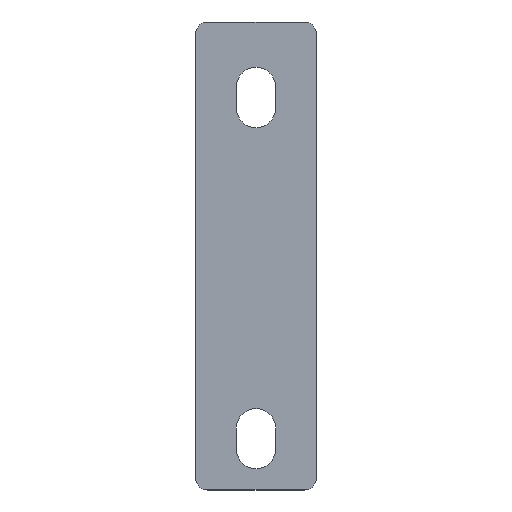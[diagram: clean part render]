
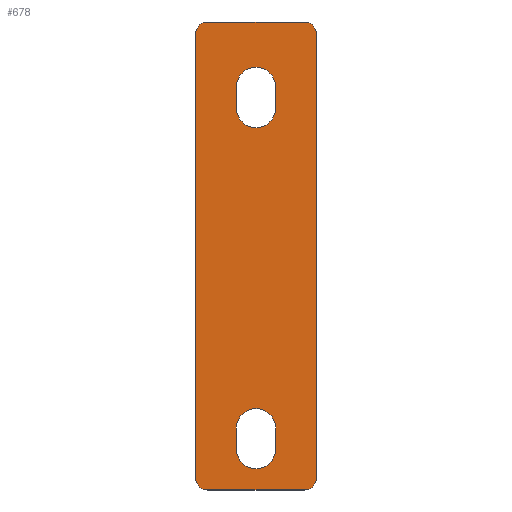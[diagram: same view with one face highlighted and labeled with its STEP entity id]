
A CAD part, top view. The second image highlights one B-rep face of the part: STEP entity #678.
In plain terms, the highlighted planar face has unit normal (0, 0, 1).
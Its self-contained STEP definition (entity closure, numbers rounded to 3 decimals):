
#319=CARTESIAN_POINT('',(16.,73.5,2.5));
#320=DIRECTION('',(0.,0.,1.));
#321=DIRECTION('',(1.,0.,0.));
#322=AXIS2_PLACEMENT_3D('',#319,#320,#321);
#324=DIRECTION('',(0.,1.,0.));
#325=VECTOR('',#324,147.);
#326=CARTESIAN_POINT('',(20.,-73.5,2.5));
#327=LINE('',#326,#325);
#328=CARTESIAN_POINT('',(16.,-73.5,2.5));
#329=DIRECTION('',(0.,0.,1.));
#330=DIRECTION('',(0.,-1.,0.));
#331=AXIS2_PLACEMENT_3D('',#328,#329,#330);
#333=DIRECTION('',(1.,0.,0.));
#334=VECTOR('',#333,32.);
#335=CARTESIAN_POINT('',(-16.,-77.5,2.5));
#336=LINE('',#335,#334);
#337=CARTESIAN_POINT('',(-16.,-73.5,2.5));
#338=DIRECTION('',(0.,0.,1.));
#339=DIRECTION('',(-1.,0.,0.));
#340=AXIS2_PLACEMENT_3D('',#337,#338,#339);
#342=DIRECTION('',(0.,-1.,0.));
#343=VECTOR('',#342,147.);
#344=CARTESIAN_POINT('',(-20.,73.5,2.5));
#345=LINE('',#344,#343);
#346=CARTESIAN_POINT('',(-16.,73.5,2.5));
#347=DIRECTION('',(0.,0.,1.));
#348=DIRECTION('',(0.,1.,0.));
#349=AXIS2_PLACEMENT_3D('',#346,#347,#348);
#351=DIRECTION('',(-1.,0.,0.));
#352=VECTOR('',#351,32.);
#353=CARTESIAN_POINT('',(16.,77.5,2.5));
#354=LINE('',#353,#352);
#355=CARTESIAN_POINT('',(0.,56.,2.5));
#356=DIRECTION('',(0.,0.,1.));
#357=DIRECTION('',(1.,0.,0.));
#358=AXIS2_PLACEMENT_3D('',#355,#356,#357);
#360=DIRECTION('',(0.,-1.,0.));
#361=VECTOR('',#360,7.);
#362=CARTESIAN_POINT('',(-6.5,56.,2.5));
#363=LINE('',#362,#361);
#364=CARTESIAN_POINT('',(0.,49.,2.5));
#365=DIRECTION('',(0.,0.,1.));
#366=DIRECTION('',(-1.,0.,0.));
#367=AXIS2_PLACEMENT_3D('',#364,#365,#366);
#369=DIRECTION('',(0.,1.,0.));
#370=VECTOR('',#369,7.);
#371=CARTESIAN_POINT('',(6.5,49.,2.5));
#372=LINE('',#371,#370);
#373=CARTESIAN_POINT('',(0.,-57.,2.5));
#374=DIRECTION('',(0.,0.,1.));
#375=DIRECTION('',(1.,0.,0.));
#376=AXIS2_PLACEMENT_3D('',#373,#374,#375);
#378=DIRECTION('',(0.,-1.,0.));
#379=VECTOR('',#378,7.);
#380=CARTESIAN_POINT('',(-6.5,-57.,2.5));
#381=LINE('',#380,#379);
#382=CARTESIAN_POINT('',(0.,-64.,2.5));
#383=DIRECTION('',(0.,0.,1.));
#384=DIRECTION('',(-1.,0.,0.));
#385=AXIS2_PLACEMENT_3D('',#382,#383,#384);
#387=DIRECTION('',(0.,1.,0.));
#388=VECTOR('',#387,7.);
#389=CARTESIAN_POINT('',(6.5,-64.,2.5));
#390=LINE('',#389,#388);
#427=CARTESIAN_POINT('',(20.,73.5,2.5));
#428=VERTEX_POINT('',#427);
#429=CARTESIAN_POINT('',(16.,77.5,2.5));
#430=VERTEX_POINT('',#429);
#435=CARTESIAN_POINT('',(-16.,77.5,2.5));
#436=VERTEX_POINT('',#435);
#437=CARTESIAN_POINT('',(-20.,73.5,2.5));
#438=VERTEX_POINT('',#437);
#443=CARTESIAN_POINT('',(16.,-77.5,2.5));
#444=VERTEX_POINT('',#443);
#445=CARTESIAN_POINT('',(20.,-73.5,2.5));
#446=VERTEX_POINT('',#445);
#451=CARTESIAN_POINT('',(-20.,-73.5,2.5));
#452=VERTEX_POINT('',#451);
#453=CARTESIAN_POINT('',(-16.,-77.5,2.5));
#454=VERTEX_POINT('',#453);
#471=CARTESIAN_POINT('',(6.5,56.,2.5));
#472=CARTESIAN_POINT('',(-6.5,56.,2.5));
#473=VERTEX_POINT('',#471);
#474=VERTEX_POINT('',#472);
#475=CARTESIAN_POINT('',(-6.5,49.,2.5));
#476=VERTEX_POINT('',#475);
#477=CARTESIAN_POINT('',(6.5,49.,2.5));
#478=VERTEX_POINT('',#477);
#479=CARTESIAN_POINT('',(6.5,-57.,2.5));
#480=CARTESIAN_POINT('',(-6.5,-57.,2.5));
#481=VERTEX_POINT('',#479);
#482=VERTEX_POINT('',#480);
#483=CARTESIAN_POINT('',(-6.5,-64.,2.5));
#484=VERTEX_POINT('',#483);
#485=CARTESIAN_POINT('',(6.5,-64.,2.5));
#486=VERTEX_POINT('',#485);
#643=CARTESIAN_POINT('',(0.,0.,2.5));
#644=DIRECTION('',(0.,0.,1.));
#645=DIRECTION('',(1.,0.,0.));
#646=AXIS2_PLACEMENT_3D('',#643,#644,#645);
#647=PLANE('',#646);
#648=ORIENTED_EDGE('',*,*,#539,.F.);
#649=ORIENTED_EDGE('',*,*,#555,.F.);
#650=ORIENTED_EDGE('',*,*,#568,.F.);
#651=ORIENTED_EDGE('',*,*,#583,.F.);
#652=ORIENTED_EDGE('',*,*,#596,.F.);
#653=ORIENTED_EDGE('',*,*,#609,.F.);
#654=ORIENTED_EDGE('',*,*,#624,.F.);
#655=ORIENTED_EDGE('',*,*,#636,.F.);
#656=EDGE_LOOP('',(#648,#649,#650,#651,#652,#653,#654,#655));
#657=FACE_OUTER_BOUND('',#656,.F.);
#659=ORIENTED_EDGE('',*,*,#658,.T.);
#661=ORIENTED_EDGE('',*,*,#660,.T.);
#663=ORIENTED_EDGE('',*,*,#662,.T.);
#665=ORIENTED_EDGE('',*,*,#664,.T.);
#666=EDGE_LOOP('',(#659,#661,#663,#665));
#667=FACE_BOUND('',#666,.F.);
#669=ORIENTED_EDGE('',*,*,#668,.T.);
#671=ORIENTED_EDGE('',*,*,#670,.T.);
#673=ORIENTED_EDGE('',*,*,#672,.T.);
#675=ORIENTED_EDGE('',*,*,#674,.T.);
#676=EDGE_LOOP('',(#669,#671,#673,#675));
#677=FACE_BOUND('',#676,.F.);
#678=ADVANCED_FACE('',(#657,#667,#677),#647,.T.);
#323=CIRCLE('',#322,4.);
#332=CIRCLE('',#331,4.);
#341=CIRCLE('',#340,4.);
#350=CIRCLE('',#349,4.);
#359=CIRCLE('',#358,6.5);
#368=CIRCLE('',#367,6.5);
#377=CIRCLE('',#376,6.5);
#386=CIRCLE('',#385,6.5);
#539=EDGE_CURVE('',#428,#430,#323,.T.);
#555=EDGE_CURVE('',#446,#428,#327,.T.);
#568=EDGE_CURVE('',#444,#446,#332,.T.);
#583=EDGE_CURVE('',#454,#444,#336,.T.);
#596=EDGE_CURVE('',#452,#454,#341,.T.);
#609=EDGE_CURVE('',#438,#452,#345,.T.);
#624=EDGE_CURVE('',#436,#438,#350,.T.);
#636=EDGE_CURVE('',#430,#436,#354,.T.);
#658=EDGE_CURVE('',#473,#474,#359,.T.);
#660=EDGE_CURVE('',#474,#476,#363,.T.);
#662=EDGE_CURVE('',#476,#478,#368,.T.);
#664=EDGE_CURVE('',#478,#473,#372,.T.);
#668=EDGE_CURVE('',#481,#482,#377,.T.);
#670=EDGE_CURVE('',#482,#484,#381,.T.);
#672=EDGE_CURVE('',#484,#486,#386,.T.);
#674=EDGE_CURVE('',#486,#481,#390,.T.);
